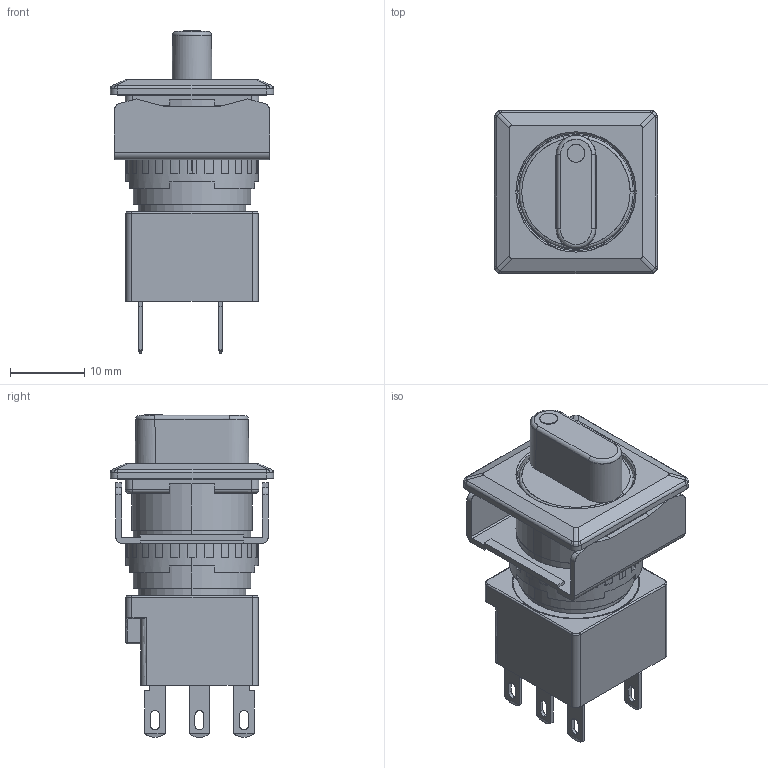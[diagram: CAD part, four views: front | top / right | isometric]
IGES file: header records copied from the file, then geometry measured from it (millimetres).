
Start section: SolidWorks IGES file using analytic representation for surfaces
Global section: file name: 231_LB7(M)S-[2][3]$Tx.IGS; native system: SolidWorks 2019; preprocessor: SolidWorks 2019; author: 1003660; date: 200925.104342; units: millimetre
Bounding box: 22 x 22 x 43.5 mm (x, y, z)
Surface area: 6868.7 mm2 (no closed solid volume)
Topology: 0 solids, 0 shells, 485 faces, 4137 edges, 4131 vertices
Faces by surface type: bspline 307, revolution 178
